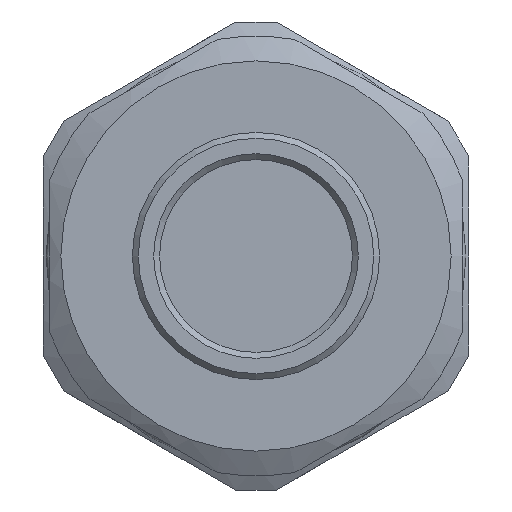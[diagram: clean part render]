
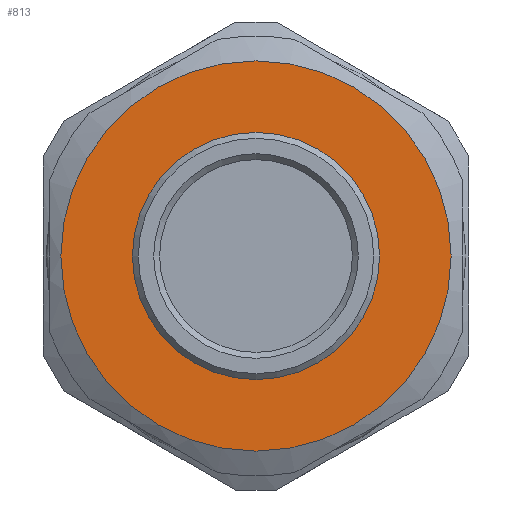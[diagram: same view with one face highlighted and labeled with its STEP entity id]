
A CAD part, front view. The second image highlights one B-rep face of the part: STEP entity #813.
In plain terms, the highlighted planar face has unit normal (0, -1, 0).
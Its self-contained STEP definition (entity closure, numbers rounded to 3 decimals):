
#54=FACE_BOUND('',#306,.T.);
#258=FACE_OUTER_BOUND('',#305,.T.);
#305=EDGE_LOOP('',(#641));
#306=EDGE_LOOP('',(#642));
#353=CIRCLE('',#900,9.4);
#354=CIRCLE('',#902,16.5);
#401=VERTEX_POINT('',#1313);
#402=VERTEX_POINT('',#1317);
#491=EDGE_CURVE('',#401,#401,#353,.T.);
#493=EDGE_CURVE('',#402,#402,#354,.T.);
#641=ORIENTED_EDGE('',*,*,#493,.F.);
#642=ORIENTED_EDGE('',*,*,#491,.T.);
#774=PLANE('',#901);
#813=ADVANCED_FACE('',(#258,#54),#774,.T.);
#900=AXIS2_PLACEMENT_3D('',#1314,#1056,#1057);
#901=AXIS2_PLACEMENT_3D('',#1316,#1059,#1060);
#902=AXIS2_PLACEMENT_3D('',#1318,#1061,#1062);
#1056=DIRECTION('center_axis',(0.,1.,0.));
#1057=DIRECTION('ref_axis',(-1.,0.,0.));
#1059=DIRECTION('center_axis',(0.,-1.,0.));
#1060=DIRECTION('ref_axis',(0.,0.,
-1.));
#1061=DIRECTION('center_axis',(0.,1.,0.));
#1062=DIRECTION('ref_axis',(-1.,0.,0.));
#1313=CARTESIAN_POINT('',(142.069,74.921,145.99));
#1314=CARTESIAN_POINT('Origin',(132.669,74.921,145.99));
#1316=CARTESIAN_POINT('Origin',(118.969,74.921,145.99));
#1317=CARTESIAN_POINT('',(149.169,74.921,145.99));
#1318=CARTESIAN_POINT('Origin',(132.669,74.921,145.99));
